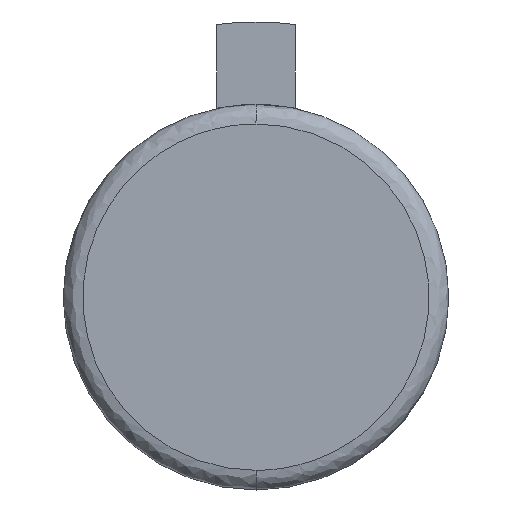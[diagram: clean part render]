
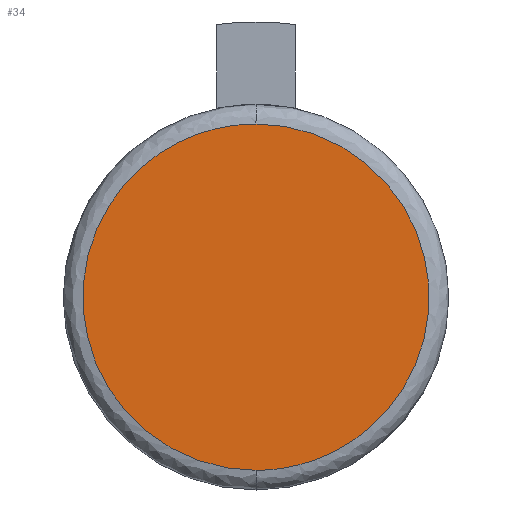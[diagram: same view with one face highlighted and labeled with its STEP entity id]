
A CAD part, front view. The second image highlights one B-rep face of the part: STEP entity #34.
In plain terms, the highlighted planar face has unit normal (0, -1, 0).
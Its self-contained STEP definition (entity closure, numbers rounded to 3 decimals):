
#17 = EDGE_CURVE ( 'NONE', #67, #901, #393, .T. ) ;
#34 = ADVANCED_FACE ( 'NONE', ( #54 ), #1441, .T. ) ;
#54 = FACE_OUTER_BOUND ( 'NONE', #843, .T. ) ;
#67 = VERTEX_POINT ( 'NONE', #590 ) ;
#229 = CARTESIAN_POINT ( 'NONE',  ( 0., -4.22, 4.4 ) ) ;
#262 = ORIENTED_EDGE ( 'NONE', *, *, #17, .F. ) ;
#288 = CARTESIAN_POINT ( 'NONE',  ( 0., -4.22, -4.4 ) ) ;
#393 =( BOUNDED_CURVE ( )  B_SPLINE_CURVE ( 3, ( #730, #504, #857, #1467 ),
 .UNSPECIFIED., .F., .F. ) 
 B_SPLINE_CURVE_WITH_KNOTS ( ( 4, 4 ),
 ( 0., 1. ),
 .UNSPECIFIED. ) 
 CURVE ( )  GEOMETRIC_REPRESENTATION_ITEM ( )  RATIONAL_B_SPLINE_CURVE ( ( 1., 0.333, 0.333, 1. ) ) 
 REPRESENTATION_ITEM ( '' )  );
#466 = DIRECTION ( 'NONE',  ( 0., 0., -1. ) ) ;
#504 = CARTESIAN_POINT ( 'NONE',  ( -8.8, -4.22, -4.4 ) ) ;
#590 = CARTESIAN_POINT ( 'NONE',  ( 0., -4.22, -4.4 ) ) ;
#657 =( BOUNDED_CURVE ( )  B_SPLINE_CURVE ( 3, ( #1377, #1506, #774, #288 ),
 .UNSPECIFIED., .F., .T. ) 
 B_SPLINE_CURVE_WITH_KNOTS ( ( 4, 4 ),
 ( 0., 1. ),
 .UNSPECIFIED. ) 
 CURVE ( )  GEOMETRIC_REPRESENTATION_ITEM ( )  RATIONAL_B_SPLINE_CURVE ( ( 1., 0.333, 0.333, 1. ) ) 
 REPRESENTATION_ITEM ( '' )  );
#707 = DIRECTION ( 'NONE',  ( 0., -1., 0. ) ) ;
#720 = AXIS2_PLACEMENT_3D ( 'NONE', #1065, #707, #466 ) ;
#730 = CARTESIAN_POINT ( 'NONE',  ( 0., -4.22, -4.4 ) ) ;
#744 = EDGE_CURVE ( 'NONE', #901, #67, #657, .T. ) ;
#774 = CARTESIAN_POINT ( 'NONE',  ( 8.8, -4.22, -4.4 ) ) ;
#843 = EDGE_LOOP ( 'NONE', ( #944, #262 ) ) ;
#857 = CARTESIAN_POINT ( 'NONE',  ( -8.8, -4.22, 4.4 ) ) ;
#901 = VERTEX_POINT ( 'NONE', #229 ) ;
#944 = ORIENTED_EDGE ( 'NONE', *, *, #744, .F. ) ;
#1065 = CARTESIAN_POINT ( 'NONE',  ( 0., -4.22, 0. ) ) ;
#1377 = CARTESIAN_POINT ( 'NONE',  ( 0., -4.22, 4.4 ) ) ;
#1441 = PLANE ( 'NONE',  #720 ) ;
#1467 = CARTESIAN_POINT ( 'NONE',  ( 0., -4.22, 4.4 ) ) ;
#1506 = CARTESIAN_POINT ( 'NONE',  ( 8.8, -4.22, 4.4 ) ) ;
